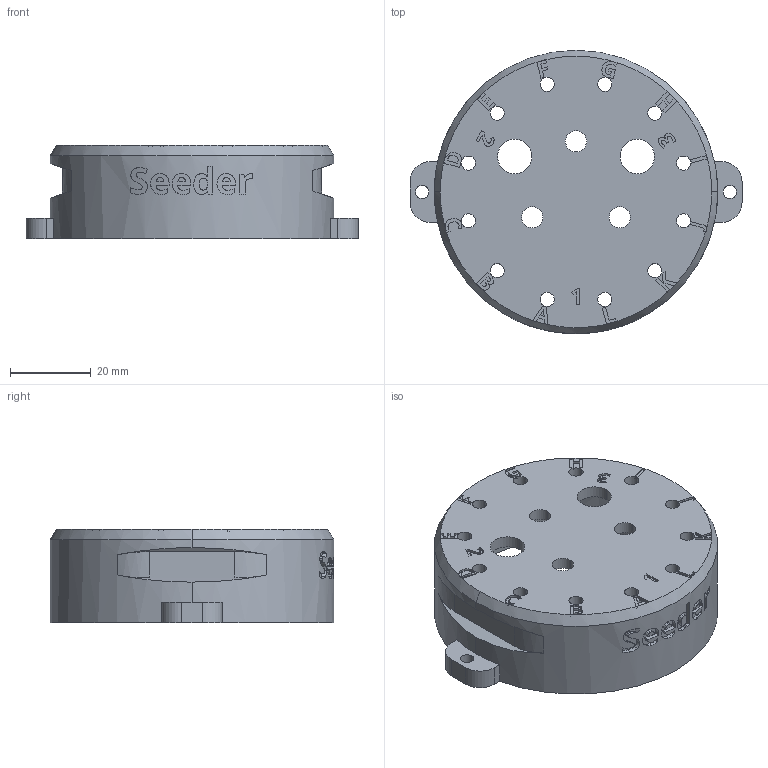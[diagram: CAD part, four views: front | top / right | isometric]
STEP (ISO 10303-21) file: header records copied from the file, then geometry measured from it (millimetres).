
FILE_DESCRIPTION (( 'STEP AP214' ), '1' );
FILE_NAME ('Seeder-v2-step.STEP', '2026-01-05T09:32:25', ( '' ), ( '' ), 'SwSTEP 2.0', 'SolidWorks 2018', '' );
FILE_SCHEMA (( 'AUTOMOTIVE_DESIGN' ));
Length unit declared in the file: millimetre
Products named in the file (1): Seeder-v2-step
Bounding box: 82 x 70 x 23 mm (x, y, z)
Surface area: 17531 mm2 (no closed solid volume)
Topology: 0 solids, 2 shells, 440 faces, 1219 edges, 810 vertices
Faces by surface type: plane 186, bspline 133, cylinder 116, cone 5
Entity records: 15280 total; most frequent: CARTESIAN_POINT 4777, ORIENTED_EDGE 2434, DIRECTION 1719, EDGE_CURVE 1219, VERTEX_POINT 810, VECTOR 679, LINE 679, AXIS2_PLACEMENT_3D 520
